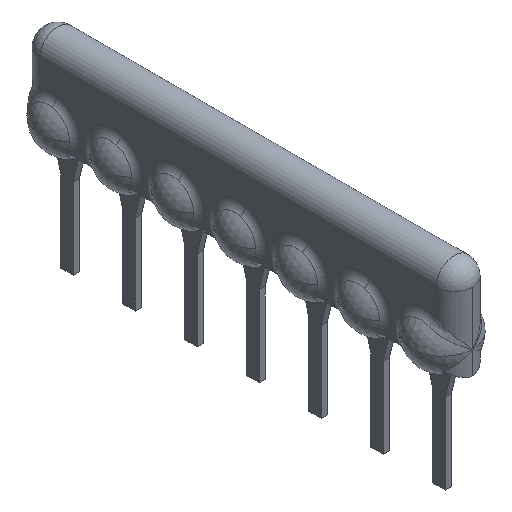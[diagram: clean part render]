
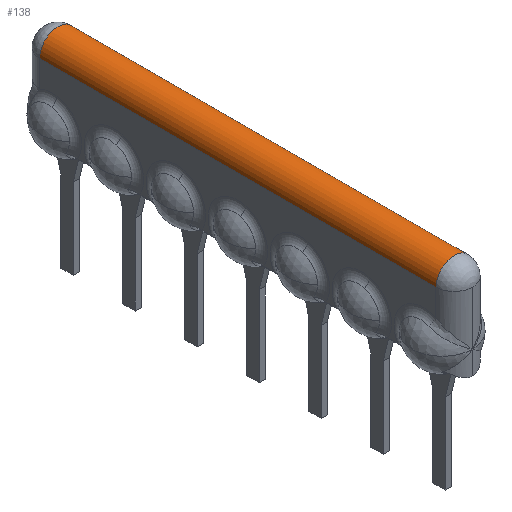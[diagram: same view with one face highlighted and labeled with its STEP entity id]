
A CAD part, isometric view. The second image highlights one B-rep face of the part: STEP entity #138.
In plain terms, the highlighted cylindrical face has radius 0.75 mm (diameter 1.5 mm), a partial arc.
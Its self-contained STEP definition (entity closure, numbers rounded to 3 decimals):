
#138=ADVANCED_FACE('',(#399),#400,.T.);
#399=FACE_OUTER_BOUND('',#1132,.T.);
#400=CYLINDRICAL_SURFACE('',#1133,0.75);
#1132=EDGE_LOOP('',(#2192,#2193,#2194,#2195));
#1133=AXIS2_PLACEMENT_3D('',#2196,#2197,#2198);
#2192=ORIENTED_EDGE('',*,*,#3288,.F.);
#2193=ORIENTED_EDGE('',*,*,#3289,.F.);
#2194=ORIENTED_EDGE('',*,*,#3242,.T.);
#2195=ORIENTED_EDGE('',*,*,#3290,.T.);
#2196=CARTESIAN_POINT('',(0.0,0.0,2.195));
#2197=DIRECTION('',(-0.0,-1.0,0.0));
#2198=DIRECTION('',(-1.0,0.0,0.0));
#3242=EDGE_CURVE('',#4491,#4510,#4511,.T.);
#3288=EDGE_CURVE('',#4412,#4520,#4572,.T.);
#3289=EDGE_CURVE('',#4491,#4412,#4573,.T.);
#3290=EDGE_CURVE('',#4510,#4520,#4574,.T.);
#4412=VERTEX_POINT('',#5495);
#4491=VERTEX_POINT('',#5701);
#4510=VERTEX_POINT('',#5730);
#4511=LINE('',#5731,#5732);
#4520=VERTEX_POINT('',#5742);
#4572=LINE('',#5893,#5894);
#4573=CIRCLE('',#5895,0.75);
#4574=CIRCLE('',#5896,0.75);
#5495=CARTESIAN_POINT('',(-0.75,0.75,2.195));
#5701=CARTESIAN_POINT('',(0.75,0.75,2.195));
#5730=CARTESIAN_POINT('',(0.75,16.98,2.195));
#5731=CARTESIAN_POINT('',(0.75,0.75,2.195));
#5732=VECTOR('',#7040,16.23);
#5742=CARTESIAN_POINT('',(-0.75,16.98,2.195));
#5893=CARTESIAN_POINT('',(-0.75,0.75,2.195));
#5894=VECTOR('',#7119,16.23);
#5895=AXIS2_PLACEMENT_3D('',#7120,#7121,#7122);
#5896=AXIS2_PLACEMENT_3D('',#7123,#7124,#7125);
#7040=DIRECTION('',(0.0,1.0,0.));
#7119=DIRECTION('',(0.0,1.0,0.));
#7120=CARTESIAN_POINT('',(0.0,0.75,2.195));
#7121=DIRECTION('',(0.0,-1.0,0.0));
#7122=DIRECTION('',(1.0,0.0,0.0));
#7123=CARTESIAN_POINT('',(0.0,16.98,2.195));
#7124=DIRECTION('',(0.0,-1.0,0.0));
#7125=DIRECTION('',(1.0,0.0,0.0));
